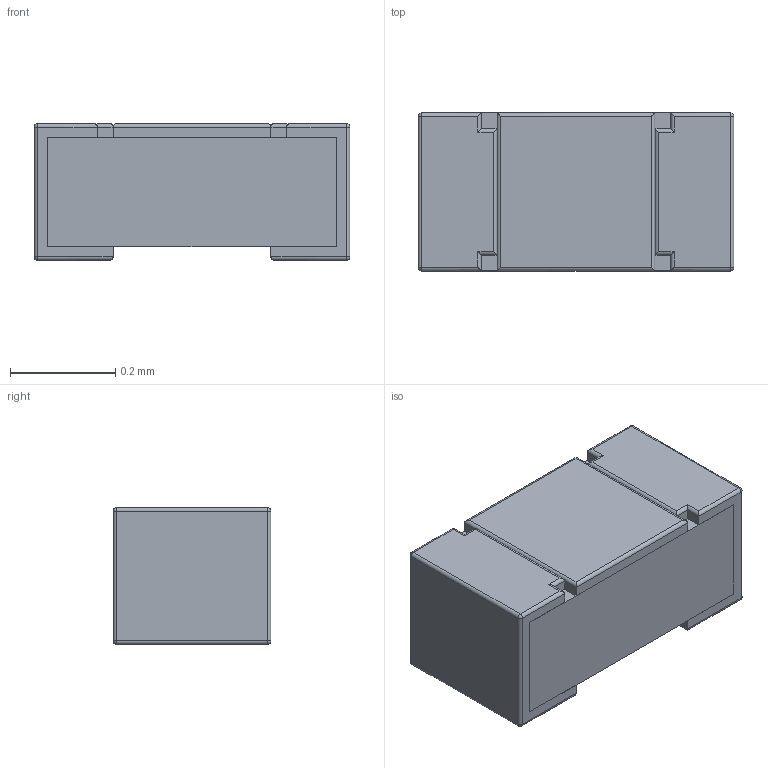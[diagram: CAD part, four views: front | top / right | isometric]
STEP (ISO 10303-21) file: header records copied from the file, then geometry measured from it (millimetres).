
FILE_DESCRIPTION (( 'STEP AP214' ), '1' );
FILE_NAME ( 'ERJ1GN-ERJ1R_RESC60X30X26L15L.STEP', '2021-01-24T15:34:24', ( '' ), ( '' ), 'Part was generated with the free Library Expert Lite available at www.PCBLibraries.com. Removing line will violate the End User License Agreement.', '©2017 PCB Libraries, Inc.', '' );
FILE_SCHEMA (( 'AUTOMOTIVE_DESIGN' ));
Length unit declared in the file: millimetre
Products named in the file (1): ERJ1GN-ERJ1R_RESC60X30X26L15L
Bounding box: 0.6 x 0.3 x 0.26 mm (x, y, z)
Volume: 0 mm3; surface area: 1.6 mm2
Topology: 4 solids, 4 shells, 80 faces, 180 edges, 100 vertices
Faces by surface type: plane 40, cylinder 32, sphere 8
Entity records: 2377 total; most frequent: CARTESIAN_POINT 413, ORIENTED_EDGE 344, DIRECTION 338, EDGE_CURVE 172, VECTOR 128, LINE 128, AXIS2_PLACEMENT_3D 105, VERTEX_POINT 100
